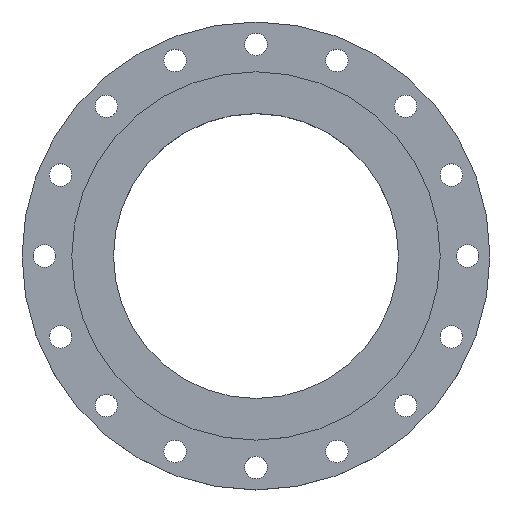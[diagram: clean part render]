
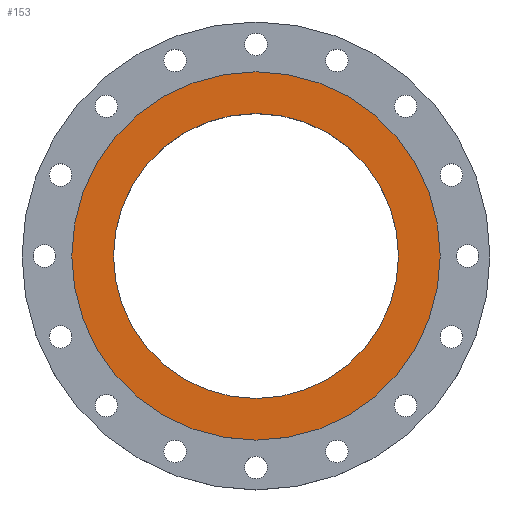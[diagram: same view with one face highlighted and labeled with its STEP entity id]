
A CAD part, top view. The second image highlights one B-rep face of the part: STEP entity #153.
In plain terms, the highlighted planar face has unit normal (0, 0, 1).
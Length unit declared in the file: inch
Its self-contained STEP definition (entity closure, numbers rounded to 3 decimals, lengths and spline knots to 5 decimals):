
#2 = ORIENTED_EDGE ( 'NONE', *, *, #854, .T. ) ;
#6 = DIRECTION ( 'NONE',  ( -1., 0., 0. ) ) ;
#70 = AXIS2_PLACEMENT_3D ( 'NONE', #140, #628, #6 ) ;
#95 = ORIENTED_EDGE ( 'NONE', *, *, #592, .F. ) ;
#103 = CARTESIAN_POINT ( 'NONE',  ( 7.156, 0., 0. ) ) ;
#107 = EDGE_CURVE ( 'NONE', #1642, #121, #458, .T. ) ;
#121 = VERTEX_POINT ( 'NONE', #1369 ) ;
#140 = CARTESIAN_POINT ( 'NONE',  ( 0., 7.156, 0. ) ) ;
#153 = ADVANCED_FACE ( 'NONE', ( #1509, #797 ), #1481, .F. ) ;
#225 = AXIS2_PLACEMENT_3D ( 'NONE', #263, #1353, #659 ) ;
#238 = CARTESIAN_POINT ( 'NONE',  ( 0., 0., 0. ) ) ;
#263 = CARTESIAN_POINT ( 'NONE',  ( 0., 0., 0. ) ) ;
#366 = VERTEX_POINT ( 'NONE', #103 ) ;
#367 = CIRCLE ( 'NONE', #1331, 7.156 ) ;
#427 = DIRECTION ( 'NONE',  ( 1., 0., 0. ) ) ;
#458 = CIRCLE ( 'NONE', #225, 9.25 ) ;
#554 = EDGE_LOOP ( 'NONE', ( #2, #1124 ) ) ;
#592 = EDGE_CURVE ( 'NONE', #698, #366, #975, .T. ) ;
#594 = DIRECTION ( 'NONE',  ( 0., 0., 1. ) ) ;
#622 = EDGE_CURVE ( 'NONE', #366, #698, #367, .T. ) ;
#628 = DIRECTION ( 'NONE',  ( 0., 0., -1. ) ) ;
#659 = DIRECTION ( 'NONE',  ( 1., 0., 0. ) ) ;
#698 = VERTEX_POINT ( 'NONE', #777 ) ;
#777 = CARTESIAN_POINT ( 'NONE',  ( -7.156, 0., 0. ) ) ;
#797 = FACE_OUTER_BOUND ( 'NONE', #554, .T. ) ;
#829 = AXIS2_PLACEMENT_3D ( 'NONE', #851, #594, #1142 ) ;
#851 = CARTESIAN_POINT ( 'NONE',  ( 0., 0., 0. ) ) ;
#854 = EDGE_CURVE ( 'NONE', #121, #1642, #947, .T. ) ;
#863 = AXIS2_PLACEMENT_3D ( 'NONE', #1364, #1075, #427 ) ;
#947 = CIRCLE ( 'NONE', #863, 9.25 ) ;
#975 = CIRCLE ( 'NONE', #829, 7.156 ) ;
#1051 = DIRECTION ( 'NONE',  ( 1., 0., 0. ) ) ;
#1075 = DIRECTION ( 'NONE',  ( 0., 0., 1. ) ) ;
#1124 = ORIENTED_EDGE ( 'NONE', *, *, #107, .T. ) ;
#1142 = DIRECTION ( 'NONE',  ( 1., 0., 0. ) ) ;
#1221 = ORIENTED_EDGE ( 'NONE', *, *, #622, .F. ) ;
#1322 = EDGE_LOOP ( 'NONE', ( #1221, #95 ) ) ;
#1331 = AXIS2_PLACEMENT_3D ( 'NONE', #238, #1593, #1051 ) ;
#1353 = DIRECTION ( 'NONE',  ( 0., 0., 1. ) ) ;
#1364 = CARTESIAN_POINT ( 'NONE',  ( 0., 0., 0. ) ) ;
#1369 = CARTESIAN_POINT ( 'NONE',  ( 9.25, 0., 0. ) ) ;
#1417 = CARTESIAN_POINT ( 'NONE',  ( -9.25, 0., 0. ) ) ;
#1481 = PLANE ( 'NONE',  #70 ) ;
#1509 = FACE_BOUND ( 'NONE', #1322, .T. ) ;
#1593 = DIRECTION ( 'NONE',  ( 0., 0., 1. ) ) ;
#1642 = VERTEX_POINT ( 'NONE', #1417 ) ;
